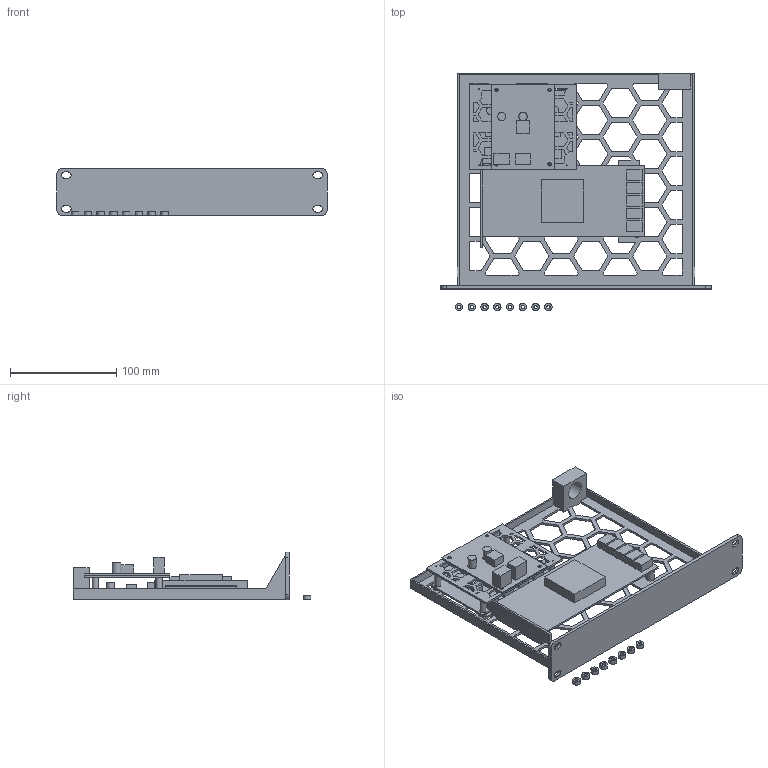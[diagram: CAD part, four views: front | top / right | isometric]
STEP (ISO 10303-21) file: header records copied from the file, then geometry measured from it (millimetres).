
FILE_DESCRIPTION(('Open CASCADE Model'),'2;1');
FILE_NAME('Rack Assembly V2','2025-12-02T20:25:45',('Author'),( 'Open CASCADE'),'Open CASCADE STEP processor 7.8','build123d', 'Unknown');
FILE_SCHEMA(('AUTOMOTIVE_DESIGN { 1 0 10303 214 1 1 1 1 }'));
Length unit declared in the file: millimetre
Products named in the file (71): Rack Assembly V2; Tray; ASSEMBLY; SOLID; Bridge; Spacers; DC-DC Board; SATA Board; PCIe Card
Assembly tree (85 placements, depth 5):
  Rack Assembly V2
    Tray
      ASSEMBLY
        SOLID
    Bridge
      ASSEMBLY
        SOLID
    Spacers
      ASSEMBLY
        SOLID
        SOLID
        SOLID
        SOLID
        SOLID
        SOLID
        SOLID
        SOLID
    DC-DC Board
      ASSEMBLY
        ASSEMBLY
          SOLID
      ASSEMBLY
        ASSEMBLY
          SOLID
      ASSEMBLY
        ASSEMBLY
          SOLID
      ASSEMBLY
        ASSEMBLY
          SOLID
      ASSEMBLY
        ASSEMBLY
          SOLID
      ASSEMBLY
        ASSEMBLY
          SOLID
      ASSEMBLY
        ASSEMBLY
          SOLID
      ASSEMBLY
        ASSEMBLY
          SOLID
      ASSEMBLY
        ASSEMBLY
          SOLID
      ASSEMBLY
        ASSEMBLY
          SOLID
      ASSEMBLY
        ASSEMBLY
          SOLID
      ASSEMBLY
        ASSEMBLY
          SOLID
      ASSEMBLY
        ASSEMBLY
          SOLID
    SATA Board
      ASSEMBLY
        ASSEMBLY
Bounding box: 254 x 223.5 x 44.45 mm (x, y, z)
Volume: 189110.2 mm3; surface area: 174755.5 mm2
Topology: 37 solids, 37 shells, 794 faces, 2133 edges, 1422 vertices
Faces by surface type: plane 717, cylinder 77
Full cylindrical faces by diameter (mm): 2.5 x8, 2.8 x2, 3 x4, 3.2 x12, 6 x8, 7 x8, 8 x12, 17 x1
Entity records: 50407 total; most frequent: CARTESIAN_POINT 8303, DIRECTION 7613, LINE 5579, VECTOR 5579, ORIENTED_EDGE 3978, PCURVE 3978, DEFINITIONAL_REPRESENTATION 3978, EDGE_CURVE 1989
